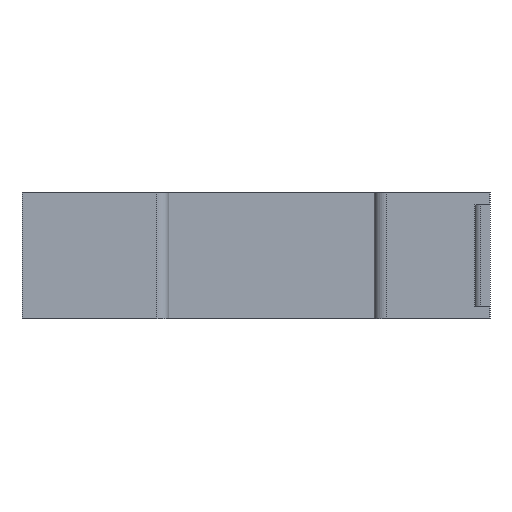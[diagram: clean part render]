
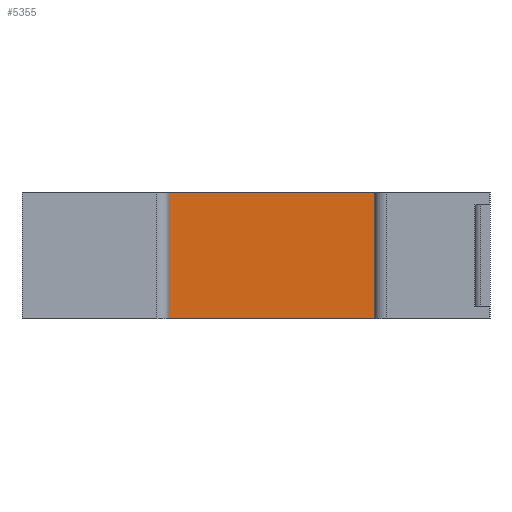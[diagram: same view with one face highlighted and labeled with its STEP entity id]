
A CAD part, front view. The second image highlights one B-rep face of the part: STEP entity #5355.
In plain terms, the highlighted planar face has unit normal (0, -1, 0).
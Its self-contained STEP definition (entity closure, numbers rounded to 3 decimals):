
#1659=DIRECTION('',(-1.,0.,0.));
#1660=VECTOR('',#1659,37.2);
#1661=CARTESIAN_POINT('',(58.7,5.5,10.5));
#1662=LINE('',#1661,#1660);
#1829=DIRECTION('',(-1.,0.,0.));
#1830=VECTOR('',#1829,37.2);
#1831=CARTESIAN_POINT('',(58.7,5.5,-10.5));
#1832=LINE('',#1831,#1830);
#1833=DIRECTION('',(0.,0.,-1.));
#1834=VECTOR('',#1833,21.);
#1835=CARTESIAN_POINT('',(58.7,5.5,10.5));
#1836=LINE('',#1835,#1834);
#1841=DIRECTION('',(0.,0.,-1.));
#1842=VECTOR('',#1841,21.);
#1843=CARTESIAN_POINT('',(21.5,5.5,10.5));
#1844=LINE('',#1843,#1842);
#3027=CARTESIAN_POINT('',(21.5,5.5,-10.5));
#3028=VERTEX_POINT('',#3027);
#3029=CARTESIAN_POINT('',(58.7,5.5,-10.5));
#3030=VERTEX_POINT('',#3029);
#3367=CARTESIAN_POINT('',(58.7,5.5,10.5));
#3368=VERTEX_POINT('',#3367);
#3369=CARTESIAN_POINT('',(21.5,5.5,10.5));
#3370=VERTEX_POINT('',#3369);
#5343=CARTESIAN_POINT('',(21.5,5.5,-10.5));
#5344=DIRECTION('',(0.,-1.,0.));
#5345=DIRECTION('',(1.,0.,0.));
#5346=AXIS2_PLACEMENT_3D('',#5343,#5344,#5345);
#5347=PLANE('',#5346);
#5348=ORIENTED_EDGE('',*,*,#4959,.T.);
#5350=ORIENTED_EDGE('',*,*,#5349,.F.);
#5351=ORIENTED_EDGE('',*,*,#5147,.F.);
#5352=ORIENTED_EDGE('',*,*,#5336,.T.);
#5353=EDGE_LOOP('',(#5348,#5350,#5351,#5352));
#5354=FACE_OUTER_BOUND('',#5353,.F.);
#5355=ADVANCED_FACE('',(#5354),#5347,.T.);
#4959=EDGE_CURVE('',#3030,#3028,#1832,.T.);
#5147=EDGE_CURVE('',#3368,#3370,#1662,.T.);
#5336=EDGE_CURVE('',#3368,#3030,#1836,.T.);
#5349=EDGE_CURVE('',#3370,#3028,#1844,.T.);
